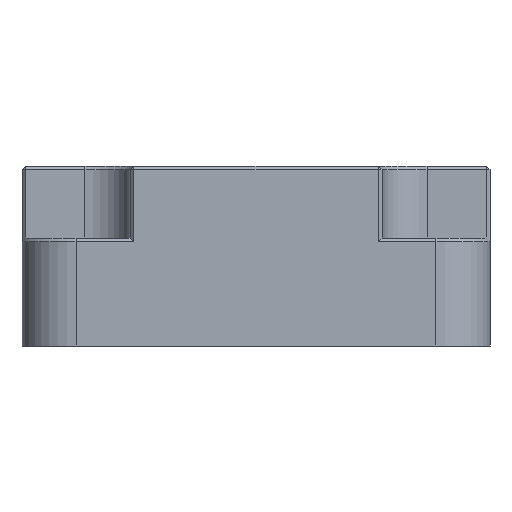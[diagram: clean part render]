
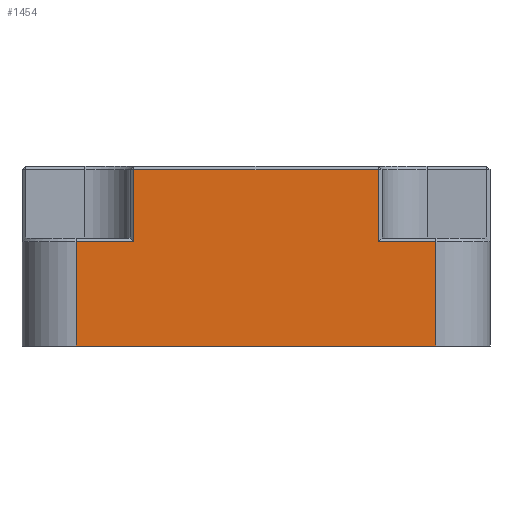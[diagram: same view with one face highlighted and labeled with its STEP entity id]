
A CAD part, left-side view. The second image highlights one B-rep face of the part: STEP entity #1454.
In plain terms, the highlighted planar face has unit normal (-1, 0, 0).
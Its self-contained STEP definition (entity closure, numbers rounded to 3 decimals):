
#15 = CARTESIAN_POINT ( 'NONE',  ( -14.85, 10., 5.8 ) ) ;
#47 = LINE ( 'NONE', #1608, #1663 ) ;
#59 = VECTOR ( 'NONE', #1406, 1000. ) ;
#62 = CARTESIAN_POINT ( 'NONE',  ( -14.85, 10., 0. ) ) ;
#211 = EDGE_CURVE ( 'NONE', #1045, #1067, #555, .T. ) ;
#226 = LINE ( 'NONE', #15, #59 ) ;
#244 = EDGE_CURVE ( 'NONE', #514, #1264, #1330, .T. ) ;
#266 = DIRECTION ( 'NONE',  ( 0., 0., -1. ) ) ;
#496 = VECTOR ( 'NONE', #266, 1000. ) ;
#514 = VERTEX_POINT ( 'NONE', #1097 ) ;
#549 = CARTESIAN_POINT ( 'NONE',  ( -14.85, 10., 6. ) ) ;
#555 = LINE ( 'NONE', #715, #648 ) ;
#561 = CARTESIAN_POINT ( 'NONE',  ( -14.85, 6.8, 9.8 ) ) ;
#648 = VECTOR ( 'NONE', #804, 1000. ) ;
#649 = DIRECTION ( 'NONE',  ( 0., 0., -1. ) ) ;
#680 = AXIS2_PLACEMENT_3D ( 'NONE', #549, #1618, #649 ) ;
#712 = CARTESIAN_POINT ( 'NONE',  ( -14.85, -10., 0. ) ) ;
#715 = CARTESIAN_POINT ( 'NONE',  ( -14.85, -6.8, 6. ) ) ;
#748 = VERTEX_POINT ( 'NONE', #1655 ) ;
#797 = EDGE_LOOP ( 'NONE', ( #2075, #1833, #1729, #2153, #1623, #2266, #996, #1296 ) ) ;
#804 = DIRECTION ( 'NONE',  ( 0., 0., 1. ) ) ;
#810 = DIRECTION ( 'NONE',  ( 0., 1., 0. ) ) ;
#867 = VECTOR ( 'NONE', #2239, 1000. ) ;
#877 = DIRECTION ( 'NONE',  ( 0., 1., 0. ) ) ;
#892 = CARTESIAN_POINT ( 'NONE',  ( -14.85, 6.8, 5.8 ) ) ;
#916 = VERTEX_POINT ( 'NONE', #561 ) ;
#973 = EDGE_CURVE ( 'NONE', #916, #1935, #1117, .T. ) ;
#996 = ORIENTED_EDGE ( 'NONE', *, *, #1485, .T. ) ;
#1009 = CARTESIAN_POINT ( 'NONE',  ( -14.85, -7., 5.8 ) ) ;
#1011 = CARTESIAN_POINT ( 'NONE',  ( -14.85, 7., 9.8 ) ) ;
#1022 = CARTESIAN_POINT ( 'NONE',  ( -14.85, 10., 6. ) ) ;
#1029 = EDGE_CURVE ( 'NONE', #1935, #748, #226, .T. ) ;
#1034 = LINE ( 'NONE', #1022, #867 ) ;
#1045 = VERTEX_POINT ( 'NONE', #1730 ) ;
#1067 = VERTEX_POINT ( 'NONE', #1939 ) ;
#1097 = CARTESIAN_POINT ( 'NONE',  ( -14.85, 10., 0. ) ) ;
#1117 = LINE ( 'NONE', #2082, #496 ) ;
#1135 = EDGE_CURVE ( 'NONE', #1067, #916, #2161, .T. ) ;
#1264 = VERTEX_POINT ( 'NONE', #712 ) ;
#1296 = ORIENTED_EDGE ( 'NONE', *, *, #244, .T. ) ;
#1323 = EDGE_CURVE ( 'NONE', #1578, #1045, #1873, .T. ) ;
#1330 = LINE ( 'NONE', #62, #1872 ) ;
#1366 = CARTESIAN_POINT ( 'NONE',  ( -14.85, -10., 5.8 ) ) ;
#1406 = DIRECTION ( 'NONE',  ( 0., 1., 0. ) ) ;
#1454 = ADVANCED_FACE ( 'NONE', ( #2031 ), #1768, .F. ) ;
#1485 = EDGE_CURVE ( 'NONE', #748, #514, #1034, .T. ) ;
#1578 = VERTEX_POINT ( 'NONE', #1366 ) ;
#1608 = CARTESIAN_POINT ( 'NONE',  ( -14.85, -10., 6. ) ) ;
#1618 = DIRECTION ( 'NONE',  ( 1., 0., 0. ) ) ;
#1623 = ORIENTED_EDGE ( 'NONE', *, *, #973, .T. ) ;
#1655 = CARTESIAN_POINT ( 'NONE',  ( -14.85, 10., 5.8 ) ) ;
#1663 = VECTOR ( 'NONE', #2245, 1000. ) ;
#1729 = ORIENTED_EDGE ( 'NONE', *, *, #211, .T. ) ;
#1730 = CARTESIAN_POINT ( 'NONE',  ( -14.85, -6.8, 5.8 ) ) ;
#1768 = PLANE ( 'NONE',  #680 ) ;
#1818 = VECTOR ( 'NONE', #810, 1000. ) ;
#1829 = DIRECTION ( 'NONE',  ( 0., -1., 0. ) ) ;
#1833 = ORIENTED_EDGE ( 'NONE', *, *, #1323, .T. ) ;
#1872 = VECTOR ( 'NONE', #1829, 1000. ) ;
#1873 = LINE ( 'NONE', #1009, #1818 ) ;
#1935 = VERTEX_POINT ( 'NONE', #892 ) ;
#1939 = CARTESIAN_POINT ( 'NONE',  ( -14.85, -6.8, 9.8 ) ) ;
#2031 = FACE_OUTER_BOUND ( 'NONE', #797, .T. ) ;
#2075 = ORIENTED_EDGE ( 'NONE', *, *, #2133, .F. ) ;
#2082 = CARTESIAN_POINT ( 'NONE',  ( -14.85, 6.8, 6. ) ) ;
#2108 = VECTOR ( 'NONE', #877, 1000. ) ;
#2133 = EDGE_CURVE ( 'NONE', #1578, #1264, #47, .T. ) ;
#2153 = ORIENTED_EDGE ( 'NONE', *, *, #1135, .T. ) ;
#2161 = LINE ( 'NONE', #1011, #2108 ) ;
#2239 = DIRECTION ( 'NONE',  ( 0., 0., -1. ) ) ;
#2245 = DIRECTION ( 'NONE',  ( 0., 0., -1. ) ) ;
#2266 = ORIENTED_EDGE ( 'NONE', *, *, #1029, .T. ) ;
